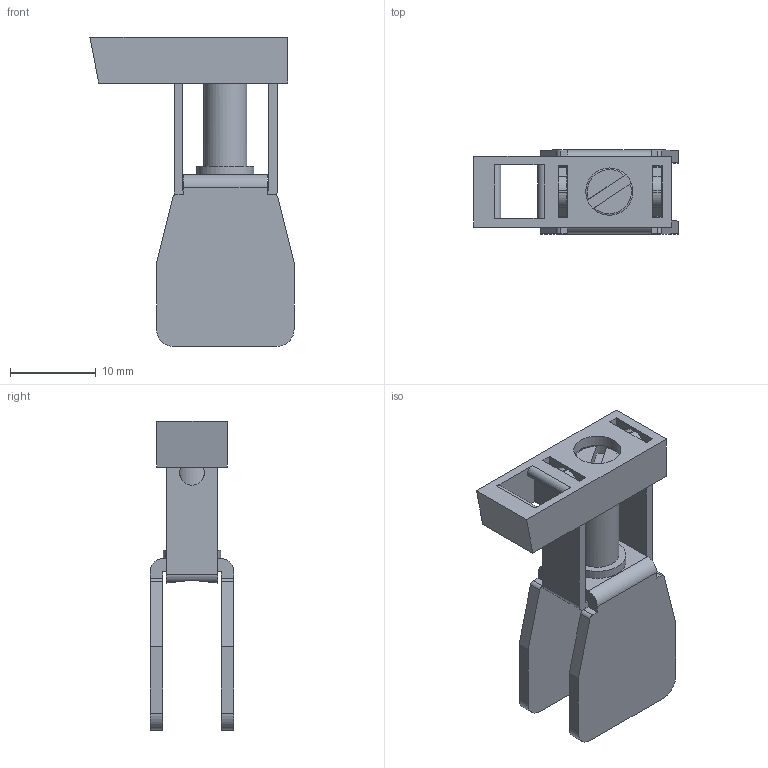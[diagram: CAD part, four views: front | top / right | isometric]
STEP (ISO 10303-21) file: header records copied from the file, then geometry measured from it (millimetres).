
FILE_DESCRIPTION(/* description */ ('Unknown'),/* implementation_level */ '2;1');
FILE_NAME(/* name */ 'KNL16_3D_SOLID',/* time_stamp */ '2025-03-05T16:10:22+06:00',/* author */ ('Unknown'),/* organization */ ('Unknown'),/* preprocessor_version */ 'ST-DEVELOPER v16.7',/* originating_system */ 'Solid Edge',/* authorisation */ 'Unknown');
FILE_SCHEMA (('AUTOMOTIVE_DESIGN {1 0 10303 214 3 1 1}'));
Length unit declared in the file: millimetre
Products named in the file (1): KNL16_3D_SOLID
Bounding box: 23.77 x 9.75 x 35.97 mm (x, y, z)
Volume: 2067.5 mm3; surface area: 3302.6 mm2
Topology: 2 solids, 2 shells, 265 faces, 698 edges, 438 vertices
Faces by surface type: plane 226, cylinder 34, torus 3, cone 2
Full cylindrical faces by diameter (mm): 3.5 x1, 4.459 x1, 5 x1, 5.5 x1, 6.3 x1, 6.65 x1
Entity records: 9807 total; most frequent: CARTESIAN_POINT 1407, ORIENTED_EDGE 1368, DIRECTION 1291, EDGE_CURVE 684, LINE 593, VECTOR 593, VERTEX_POINT 433, AXIS2_PLACEMENT_3D 349
